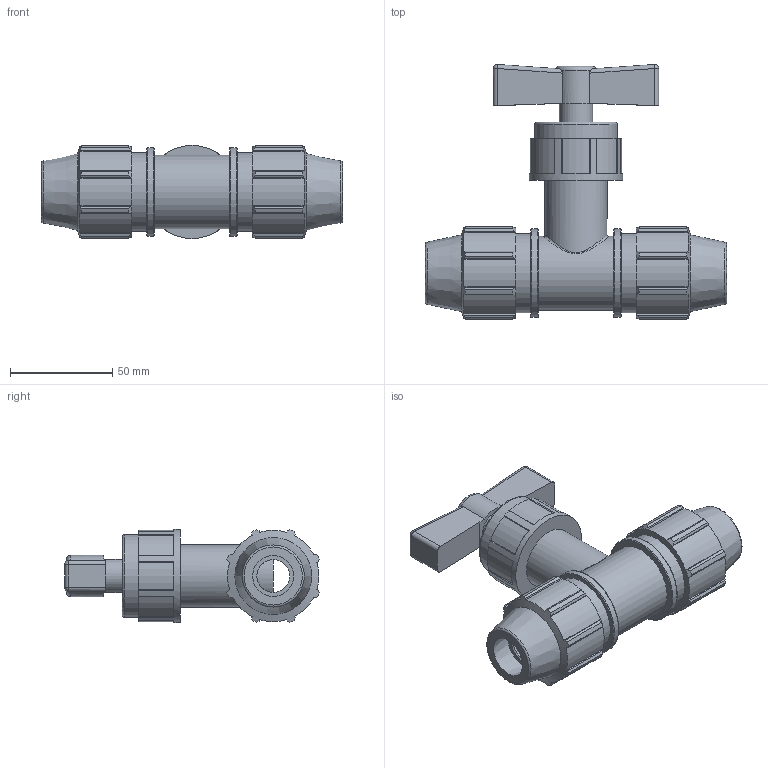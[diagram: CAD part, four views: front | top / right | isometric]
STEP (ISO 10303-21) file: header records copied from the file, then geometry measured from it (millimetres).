
FILE_DESCRIPTION(/* description */ ('PLASSON COMPRESSION STOPTAP 20'),/* implementation_level */ '2;1');
FILE_NAME(/* name */ '03407020.ipt.stp',/* time_stamp */ '2017-06-18T09:19:51+03:00',/* author */ ('KIM'),/* organization */ (''),/* preprocessor_version */ 'ST-DEVELOPER v15.6',/* originating_system */ 'Autodesk Inventor 2015',/* authorisation */ '');
FILE_SCHEMA (('AUTOMOTIVE_DESIGN { 1 0 10303 214 3 1 1 }'));
Length unit declared in the file: millimetre
Products named in the file (1): 03407020
Bounding box: 147 x 124.49 x 45.45 mm (x, y, z)
Volume: 230427.2 mm3; surface area: 46787.6 mm2
Topology: 1 solids, 1 shells, 235 faces, 635 edges, 416 vertices
Faces by surface type: plane 132, cylinder 66, cone 24, torus 8, sphere 4, bspline 1
Full cylindrical faces by diameter (mm): 16 x1, 16.16 x1, 20 x2, 30.3 x1, 36 x1, 38.4 x2, 40.4 x1, 43.2 x2, 45.45 x1
Entity records: 7614 total; most frequent: CARTESIAN_POINT 1669, ORIENTED_EDGE 1190, DIRECTION 1162, EDGE_CURVE 595, AXIS2_PLACEMENT_3D 410, VERTEX_POINT 406, LINE 342, VECTOR 342
